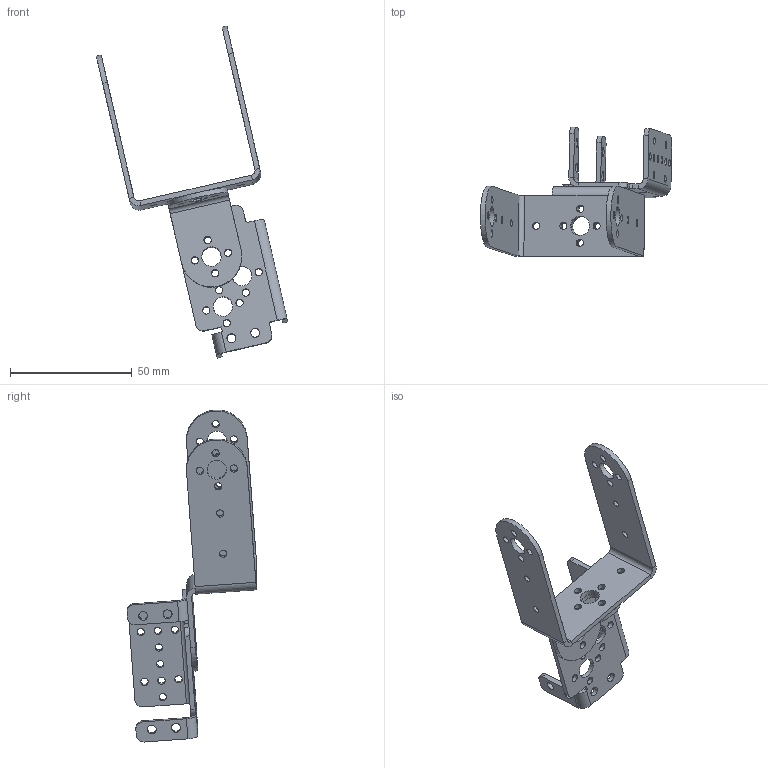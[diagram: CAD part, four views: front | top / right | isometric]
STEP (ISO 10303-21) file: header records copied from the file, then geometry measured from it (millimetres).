
FILE_DESCRIPTION(/* description */ (''),/* implementation_level */ '2;1');
FILE_NAME(/* name */ 'Automatic Sorter 4 DOF Robot Arm v36 v0.step',/* time_stamp */ '2024-02-09T21:55:04+05:30',/* author */ (''),/* organization */ (''),/* preprocessor_version */ 'ST-DEVELOPER v20',/* originating_system */ 'Autodesk Translation Framework v12.20.1.177',/* authorisation */ '');
FILE_SCHEMA (('AUTOMOTIVE_DESIGN { 1 0 10303 214 3 1 1 }'));
Length unit declared in the file: millimetre
Products named in the file (20): Automatic Sorter 4 DOF Robot Arm v36; Servo Bracket - universal v1 (1); L Shape Bracket; Servo Bracket - universal v1 (2); Servo Bracket - universal; Servo Bracket - U Profil v1 (2); Servo Bracket - long U; Component28; Gripper v12; part8; part9; Part6; Part5; Part4; Part11; Part10; socket button head screw_iso_ISO 7380 - M3 x 12 - 12S; hex nut style 1 gradeab_iso_ISO - 4032 - M3 - W - N; Servo Bracket - universal v1 (3); FINAL CASE ROOF MG996R CASE v3 v0
Assembly tree (38 placements, depth 3):
  Automatic Sorter 4 DOF Robot Arm v36
    Servo Bracket - universal v1 (1)
    L Shape Bracket
    Servo Bracket - universal v1 (2)
      Servo Bracket - universal
    Servo Bracket - U Profil v1 (2)
      Servo Bracket - long U
    Servo Bracket - universal v1 (3)  x2
    Component28  x4
    Gripper v12
      part8
      part9
      Part4  x4
      Part5  x4
      Part6
      Part10  x7
      Part11  x2
      socket button head screw_iso_ISO 7380 - M3 x 12 - 12S  x2
      hex nut style 1 gradeab_iso_ISO - 4032 - M3 - W - N  x2
    FINAL CASE ROOF MG996R CASE v3 v0
Bounding box: 78.56 x 53.31 x 136.34 mm (x, y, z)
Volume: 16199.8 mm3; surface area: 19422.5 mm2
Topology: 3 solids, 3 shells, 150 faces, 392 edges, 248 vertices
Faces by surface type: cylinder 92, plane 58
Full cylindrical faces by diameter (mm): 3 x48, 3.7 x8, 8 x8
Entity records: 5635 total; most frequent: DIRECTION 992, CARTESIAN_POINT 848, ORIENTED_EDGE 784, EDGE_CURVE 392, AXIS2_PLACEMENT_3D 392, EDGE_LOOP 278, VERTEX_POINT 248, LINE 208
